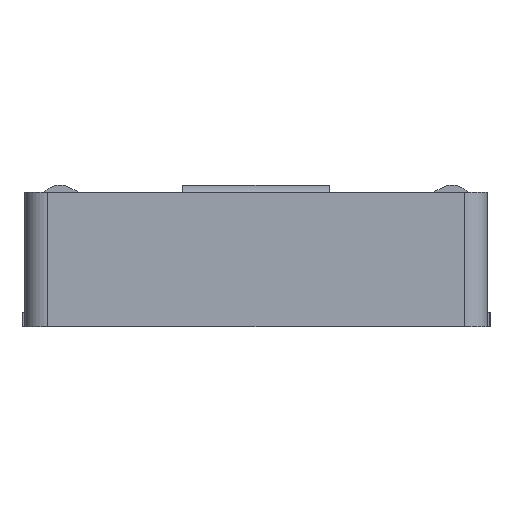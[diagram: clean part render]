
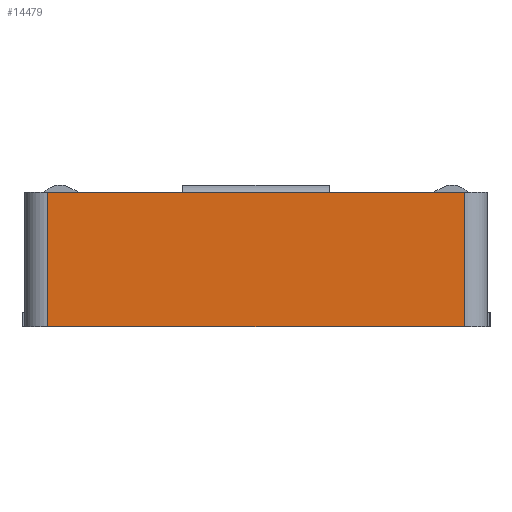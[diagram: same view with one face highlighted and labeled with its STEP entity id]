
A CAD part, left-side view. The second image highlights one B-rep face of the part: STEP entity #14479.
In plain terms, the highlighted planar face has unit normal (-1, 0, 0).
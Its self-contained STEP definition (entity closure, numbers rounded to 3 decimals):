
#1534=DIRECTION('',(0.,0.,1.));
#1535=VECTOR('',#1534,0.57);
#1536=CARTESIAN_POINT('',(-3.875,-0.88,
0.));
#1537=LINE('',#1536,#1535);
#1542=DIRECTION('',(0.,1.,0.));
#1543=VECTOR('',#1542,1.76);
#1544=CARTESIAN_POINT('',(-3.875,-0.88,
0.));
#1545=LINE('',#1544,#1543);
#1546=DIRECTION('',(0.,0.,-1.));
#1547=VECTOR('',#1546,0.57);
#1548=CARTESIAN_POINT('',(-3.875,0.88,
0.57));
#1549=LINE('',#1548,#1547);
#1563=DIRECTION('',(0.,1.,0.));
#1564=VECTOR('',#1563,1.76);
#1565=CARTESIAN_POINT('',(-3.875,-0.88,
0.57));
#1566=LINE('',#1565,#1564);
#10042=CARTESIAN_POINT('',(-3.875,-0.88,
0.));
#10044=VERTEX_POINT('',#10042);
#10062=CARTESIAN_POINT('',(-3.875,0.88,
0.));
#10063=VERTEX_POINT('',#10062);
#10064=CARTESIAN_POINT('',(-3.875,-0.88,
0.57));
#10065=VERTEX_POINT('',#10064);
#10068=CARTESIAN_POINT('',(-3.875,0.88,
0.57));
#10069=VERTEX_POINT('',#10068);
#14466=CARTESIAN_POINT('',(-3.875,-0.927,
0.587));
#14467=DIRECTION('',(-1.,0.,0.));
#14468=DIRECTION('',(0.,1.,0.));
#14469=AXIS2_PLACEMENT_3D('',#14466,#14467,#14468);
#14470=PLANE('',#14469);
#14471=ORIENTED_EDGE('',*,*,#14432,.T.);
#14473=ORIENTED_EDGE('',*,*,#14472,.F.);
#14475=ORIENTED_EDGE('',*,*,#14474,.F.);
#14476=ORIENTED_EDGE('',*,*,#14450,.F.);
#14477=EDGE_LOOP('',(#14471,#14473,#14475,#14476));
#14478=FACE_OUTER_BOUND('',#14477,.F.);
#14432=EDGE_CURVE('',#10044,#10063,#1545,.T.);
#14450=EDGE_CURVE('',#10044,#10065,#1537,.T.);
#14472=EDGE_CURVE('',#10069,#10063,#1549,.T.);
#14474=EDGE_CURVE('',#10065,#10069,#1566,.T.);
#14479=ADVANCED_FACE('',(#14478),#14470,.T.);
